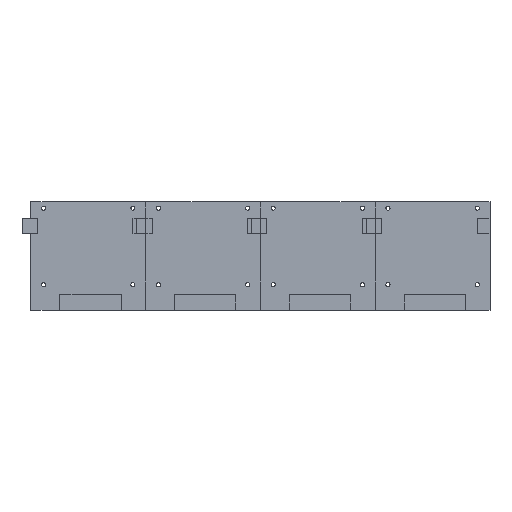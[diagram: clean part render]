
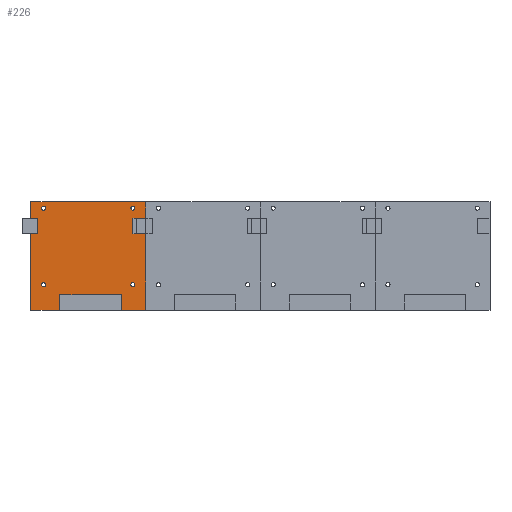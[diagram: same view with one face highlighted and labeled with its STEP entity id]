
A CAD part, top view. The second image highlights one B-rep face of the part: STEP entity #226.
In plain terms, the highlighted planar face has unit normal (0, 0, 1).
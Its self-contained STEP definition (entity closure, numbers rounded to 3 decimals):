
#54 = VERTEX_POINT('',#55);
#55 = CARTESIAN_POINT('',(0.,0.,1.6));
#61 = EDGE_CURVE('',#54,#62,#64,.T.);
#62 = VERTEX_POINT('',#63);
#63 = CARTESIAN_POINT('',(60.,0.,1.6));
#64 = LINE('',#65,#66);
#65 = CARTESIAN_POINT('',(0.,0.,1.6));
#66 = VECTOR('',#67,1.);
#67 = DIRECTION('',(1.,0.,0.));
#70 = VERTEX_POINT('',#71);
#71 = CARTESIAN_POINT('',(72.,0.,1.6));
#77 = EDGE_CURVE('',#70,#78,#80,.T.);
#78 = VERTEX_POINT('',#79);
#79 = CARTESIAN_POINT('',(85.,0.,1.6));
#80 = LINE('',#81,#82);
#81 = CARTESIAN_POINT('',(0.,0.,1.6));
#82 = VECTOR('',#83,1.);
#83 = DIRECTION('',(1.,0.,0.));
#110 = VERTEX_POINT('',#111);
#111 = CARTESIAN_POINT('',(0.,90.,1.6));
#117 = EDGE_CURVE('',#110,#54,#118,.T.);
#118 = LINE('',#119,#120);
#119 = CARTESIAN_POINT('',(0.,90.,1.6));
#120 = VECTOR('',#121,1.);
#121 = DIRECTION('',(0.,-1.,0.));
#139 = EDGE_CURVE('',#78,#140,#142,.T.);
#140 = VERTEX_POINT('',#141);
#141 = CARTESIAN_POINT('',(85.,90.,1.6));
#142 = LINE('',#143,#144);
#143 = CARTESIAN_POINT('',(85.,0.,1.6));
#144 = VECTOR('',#145,1.);
#145 = DIRECTION('',(0.,1.,0.));
#226 = ADVANCED_FACE('',(#227,#293,#304,#338,#349,#360),#371,.T.);
#227 = FACE_BOUND('',#228,.T.);
#228 = EDGE_LOOP('',(#229,#230,#231,#239,#247,#253,#254,#255,#263,#271,
    #279,#287));
#229 = ORIENTED_EDGE('',*,*,#117,.T.);
#230 = ORIENTED_EDGE('',*,*,#61,.T.);
#231 = ORIENTED_EDGE('',*,*,#232,.T.);
#232 = EDGE_CURVE('',#62,#233,#235,.T.);
#233 = VERTEX_POINT('',#234);
#234 = CARTESIAN_POINT('',(60.,10.,1.6));
#235 = LINE('',#236,#237);
#236 = CARTESIAN_POINT('',(60.,0.,1.6));
#237 = VECTOR('',#238,1.);
#238 = DIRECTION('',(0.,1.,0.));
#239 = ORIENTED_EDGE('',*,*,#240,.T.);
#240 = EDGE_CURVE('',#233,#241,#243,.T.);
#241 = VERTEX_POINT('',#242);
#242 = CARTESIAN_POINT('',(72.,10.,1.6));
#243 = LINE('',#244,#245);
#244 = CARTESIAN_POINT('',(60.,10.,1.6));
#245 = VECTOR('',#246,1.);
#246 = DIRECTION('',(1.,0.,0.));
#247 = ORIENTED_EDGE('',*,*,#248,.T.);
#248 = EDGE_CURVE('',#241,#70,#249,.T.);
#249 = LINE('',#250,#251);
#250 = CARTESIAN_POINT('',(72.,10.,1.6));
#251 = VECTOR('',#252,1.);
#252 = DIRECTION('',(0.,-1.,0.));
#253 = ORIENTED_EDGE('',*,*,#77,.T.);
#254 = ORIENTED_EDGE('',*,*,#139,.T.);
#255 = ORIENTED_EDGE('',*,*,#256,.T.);
#256 = EDGE_CURVE('',#140,#257,#259,.T.);
#257 = VERTEX_POINT('',#258);
#258 = CARTESIAN_POINT('',(72.,90.,1.6));
#259 = LINE('',#260,#261);
#260 = CARTESIAN_POINT('',(85.,90.,1.6));
#261 = VECTOR('',#262,1.);
#262 = DIRECTION('',(-1.,0.,0.));
#263 = ORIENTED_EDGE('',*,*,#264,.T.);
#264 = EDGE_CURVE('',#257,#265,#267,.T.);
#265 = VERTEX_POINT('',#266);
#266 = CARTESIAN_POINT('',(72.,85.,1.6));
#267 = LINE('',#268,#269);
#268 = CARTESIAN_POINT('',(72.,97.,1.6));
#269 = VECTOR('',#270,1.);
#270 = DIRECTION('',(0.,-1.,0.));
#271 = ORIENTED_EDGE('',*,*,#272,.T.);
#272 = EDGE_CURVE('',#265,#273,#275,.T.);
#273 = VERTEX_POINT('',#274);
#274 = CARTESIAN_POINT('',(60.,85.,1.6));
#275 = LINE('',#276,#277);
#276 = CARTESIAN_POINT('',(72.,85.,1.6));
#277 = VECTOR('',#278,1.);
#278 = DIRECTION('',(-1.,0.,0.));
#279 = ORIENTED_EDGE('',*,*,#280,.T.);
#280 = EDGE_CURVE('',#273,#281,#283,.T.);
#281 = VERTEX_POINT('',#282);
#282 = CARTESIAN_POINT('',(60.,90.,1.6));
#283 = LINE('',#284,#285);
#284 = CARTESIAN_POINT('',(60.,85.,1.6));
#285 = VECTOR('',#286,1.);
#286 = DIRECTION('',(0.,1.,0.));
#287 = ORIENTED_EDGE('',*,*,#288,.T.);
#288 = EDGE_CURVE('',#281,#110,#289,.T.);
#289 = LINE('',#290,#291);
#290 = CARTESIAN_POINT('',(85.,90.,1.6));
#291 = VECTOR('',#292,1.);
#292 = DIRECTION('',(-1.,0.,0.));
#293 = FACE_BOUND('',#294,.T.);
#294 = EDGE_LOOP('',(#295));
#295 = ORIENTED_EDGE('',*,*,#296,.F.);
#296 = EDGE_CURVE('',#297,#297,#299,.T.);
#297 = VERTEX_POINT('',#298);
#298 = CARTESIAN_POINT('',(21.6,10.,1.6));
#299 = CIRCLE('',#300,1.6);
#300 = AXIS2_PLACEMENT_3D('',#301,#302,#303);
#301 = CARTESIAN_POINT('',(20.,10.,1.6));
#302 = DIRECTION('',(0.,0.,1.));
#303 = DIRECTION('',(1.,0.,0.));
#304 = FACE_BOUND('',#305,.T.);
#305 = EDGE_LOOP('',(#306,#316,#324,#332));
#306 = ORIENTED_EDGE('',*,*,#307,.T.);
#307 = EDGE_CURVE('',#308,#310,#312,.T.);
#308 = VERTEX_POINT('',#309);
#309 = CARTESIAN_POINT('',(12.02,67.231,1.6));
#310 = VERTEX_POINT('',#311);
#311 = CARTESIAN_POINT('',(12.02,19.231,1.6));
#312 = LINE('',#313,#314);
#313 = CARTESIAN_POINT('',(12.02,67.231,1.6));
#314 = VECTOR('',#315,1.);
#315 = DIRECTION('',(0.,-1.,0.));
#316 = ORIENTED_EDGE('',*,*,#317,.T.);
#317 = EDGE_CURVE('',#310,#318,#320,.T.);
#318 = VERTEX_POINT('',#319);
#319 = CARTESIAN_POINT('',(0.02,19.231,1.6));
#320 = LINE('',#321,#322);
#321 = CARTESIAN_POINT('',(12.02,19.231,1.6));
#322 = VECTOR('',#323,1.);
#323 = DIRECTION('',(-1.,0.,0.));
#324 = ORIENTED_EDGE('',*,*,#325,.T.);
#325 = EDGE_CURVE('',#318,#326,#328,.T.);
#326 = VERTEX_POINT('',#327);
#327 = CARTESIAN_POINT('',(0.02,67.231,1.6));
#328 = LINE('',#329,#330);
#329 = CARTESIAN_POINT('',(0.02,19.231,1.6));
#330 = VECTOR('',#331,1.);
#331 = DIRECTION('',(0.,1.,0.));
#332 = ORIENTED_EDGE('',*,*,#333,.T.);
#333 = EDGE_CURVE('',#326,#308,#334,.T.);
#334 = LINE('',#335,#336);
#335 = CARTESIAN_POINT('',(0.02,67.231,1.6));
#336 = VECTOR('',#337,1.);
#337 = DIRECTION('',(1.,0.,0.));
#338 = FACE_BOUND('',#339,.T.);
#339 = EDGE_LOOP('',(#340));
#340 = ORIENTED_EDGE('',*,*,#341,.F.);
#341 = EDGE_CURVE('',#342,#342,#344,.T.);
#342 = VERTEX_POINT('',#343);
#343 = CARTESIAN_POINT('',(81.6,10.,1.6));
#344 = CIRCLE('',#345,1.6);
#345 = AXIS2_PLACEMENT_3D('',#346,#347,#348);
#346 = CARTESIAN_POINT('',(80.,10.,1.6));
#347 = DIRECTION('',(0.,0.,1.));
#348 = DIRECTION('',(1.,0.,0.));
#349 = FACE_BOUND('',#350,.T.);
#350 = EDGE_LOOP('',(#351));
#351 = ORIENTED_EDGE('',*,*,#352,.F.);
#352 = EDGE_CURVE('',#353,#353,#355,.T.);
#353 = VERTEX_POINT('',#354);
#354 = CARTESIAN_POINT('',(21.6,80.,1.6));
#355 = CIRCLE('',#356,1.6);
#356 = AXIS2_PLACEMENT_3D('',#357,#358,#359);
#357 = CARTESIAN_POINT('',(20.,80.,1.6));
#358 = DIRECTION('',(0.,0.,1.));
#359 = DIRECTION('',(1.,0.,0.));
#360 = FACE_BOUND('',#361,.T.);
#361 = EDGE_LOOP('',(#362));
#362 = ORIENTED_EDGE('',*,*,#363,.F.);
#363 = EDGE_CURVE('',#364,#364,#366,.T.);
#364 = VERTEX_POINT('',#365);
#365 = CARTESIAN_POINT('',(81.6,80.,1.6));
#366 = CIRCLE('',#367,1.6);
#367 = AXIS2_PLACEMENT_3D('',#368,#369,#370);
#368 = CARTESIAN_POINT('',(80.,80.,1.6));
#369 = DIRECTION('',(0.,0.,1.));
#370 = DIRECTION('',(1.,0.,0.));
#371 = PLANE('',#372);
#372 = AXIS2_PLACEMENT_3D('',#373,#374,#375);
#373 = CARTESIAN_POINT('',(42.5,45.,1.6));
#374 = DIRECTION('',(0.,0.,1.));
#375 = DIRECTION('',(1.,0.,0.));
